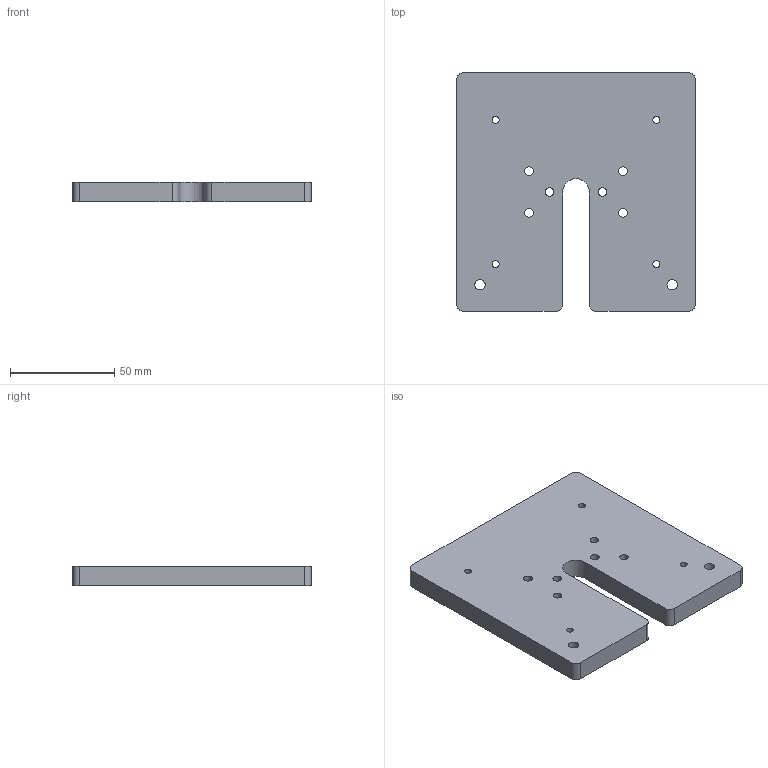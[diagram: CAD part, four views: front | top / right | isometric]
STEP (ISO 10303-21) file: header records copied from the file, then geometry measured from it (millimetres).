
FILE_DESCRIPTION (( 'STEP AP214' ), '1' );
FILE_NAME ('SLM-620-S75.STEP', '2023-03-09T11:58:02', ( '' ), ( '' ), 'SwSTEP 2.0', 'SolidWorks 2021', '' );
FILE_SCHEMA (( 'AUTOMOTIVE_DESIGN' ));
Length unit declared in the file: inch
Products named in the file (1): SLM-620-S75
Bounding box: 114.3 x 114.3 x 9.53 mm (x, y, z)
Volume: 115334.2 mm3; surface area: 31087.7 mm2
Topology: 1 solids, 1 shells, 28 faces, 78 edges, 52 vertices
Faces by surface type: cylinder 19, plane 9
Full cylindrical faces by diameter (mm): 3.307 x4, 4.134 x6, 4.976 x2
Entity records: 948 total; most frequent: DIRECTION 162, CARTESIAN_POINT 147, ORIENTED_EDGE 132, AXIS2_PLACEMENT_3D 67, EDGE_CURVE 66, EDGE_LOOP 64, VERTEX_POINT 52, FACE_OUTER_BOUND 40
